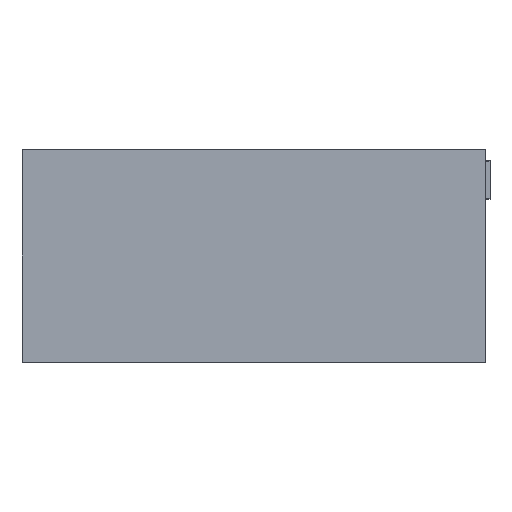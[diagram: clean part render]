
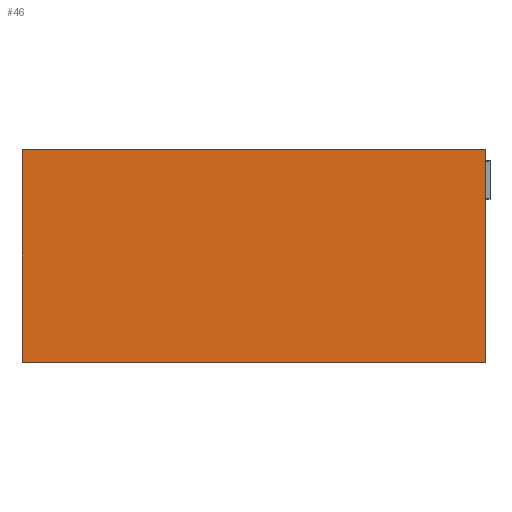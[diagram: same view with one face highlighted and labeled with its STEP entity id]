
A CAD part, left-side view. The second image highlights one B-rep face of the part: STEP entity #46.
In plain terms, the highlighted planar face has unit normal (-1, 0, 0).
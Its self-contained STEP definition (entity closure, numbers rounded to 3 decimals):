
#46 = ADVANCED_FACE( '', ( #215 ), #216, .F. );
#215 = FACE_OUTER_BOUND( '', #561, .T. );
#216 = PLANE( '', #562 );
#561 = EDGE_LOOP( '', ( #3126, #3127, #3128, #3129 ) );
#562 = AXIS2_PLACEMENT_3D( '', #3130, #3131, #3132 );
#3126 = ORIENTED_EDGE( '', *, *, #4375, .T. );
#3127 = ORIENTED_EDGE( '', *, *, #4376, .F. );
#3128 = ORIENTED_EDGE( '', *, *, #4377, .F. );
#3129 = ORIENTED_EDGE( '', *, *, #4378, .T. );
#3130 = CARTESIAN_POINT( '', ( -266.7, -152.4, 30.842 ) );
#3131 = DIRECTION( '', ( 1., 0., 0. ) );
#3132 = DIRECTION( '', ( 0., 0., -1. ) );
#4375 = EDGE_CURVE( '', #4779, #4780, #4781, .T. );
#4376 = EDGE_CURVE( '', #4782, #4780, #4783, .T. );
#4377 = EDGE_CURVE( '', #4784, #4782, #4785, .T. );
#4378 = EDGE_CURVE( '', #4784, #4779, #4786, .T. );
#4779 = VERTEX_POINT( '', #5431 );
#4780 = VERTEX_POINT( '', #5432 );
#4781 = LINE( '', #5433, #5434 );
#4782 = VERTEX_POINT( '', #5435 );
#4783 = LINE( '', #5436, #5437 );
#4784 = VERTEX_POINT( '', #5438 );
#4785 = LINE( '', #5439, #5440 );
#4786 = LINE( '', #5441, #5442 );
#5431 = CARTESIAN_POINT( '', ( -266.7, 152.4, 30.842 ) );
#5432 = CARTESIAN_POINT( '', ( -266.7, 152.4, -108.858 ) );
#5433 = CARTESIAN_POINT( '', ( -266.7, 152.4, 30.842 ) );
#5434 = VECTOR( '', #8147, 1000. );
#5435 = CARTESIAN_POINT( '', ( -266.7, -152.4, -108.858 ) );
#5436 = CARTESIAN_POINT( '', ( -266.7, -152.4, -108.858 ) );
#5437 = VECTOR( '', #8148, 1000. );
#5438 = CARTESIAN_POINT( '', ( -266.7, -152.4, 30.842 ) );
#5439 = CARTESIAN_POINT( '', ( -266.7, -152.4, 30.842 ) );
#5440 = VECTOR( '', #8149, 1000. );
#5441 = CARTESIAN_POINT( '', ( -266.7, -152.4, 30.842 ) );
#5442 = VECTOR( '', #8150, 1000. );
#8147 = DIRECTION( '', ( 0., 0., -1. ) );
#8148 = DIRECTION( '', ( 0., 1., 0. ) );
#8149 = DIRECTION( '', ( 0., 0., -1. ) );
#8150 = DIRECTION( '', ( 0., 1., 0. ) );
